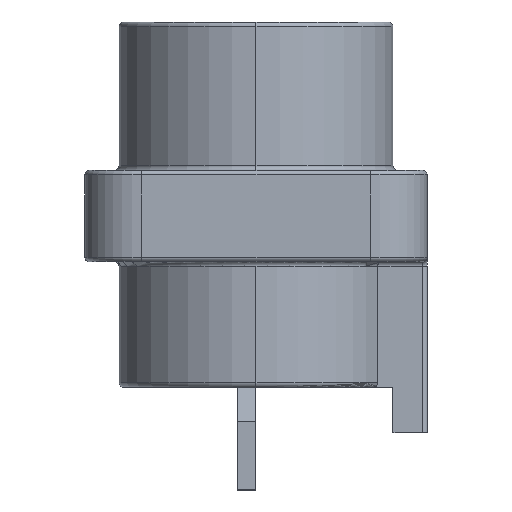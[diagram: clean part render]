
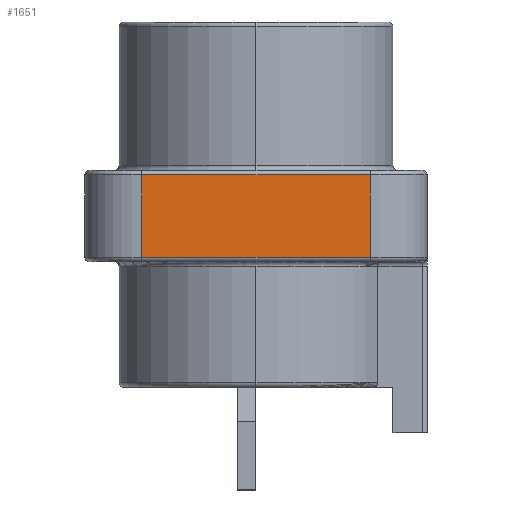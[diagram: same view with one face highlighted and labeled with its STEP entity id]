
A CAD part, left-side view. The second image highlights one B-rep face of the part: STEP entity #1651.
In plain terms, the highlighted planar face has unit normal (-1, 0, 0).
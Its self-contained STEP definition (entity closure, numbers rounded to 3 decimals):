
#344 = CARTESIAN_POINT ( 'NONE',  ( -17.5, 5., -3.8 ) ) ;
#456 = LINE ( 'NONE', #5454, #2610 ) ;
#504 = FACE_OUTER_BOUND ( 'NONE', #3239, .T. ) ;
#520 = CARTESIAN_POINT ( 'NONE',  ( -17.5, -5., -3.8 ) ) ;
#631 = CARTESIAN_POINT ( 'NONE',  ( -17.5, 5., -0.2 ) ) ;
#642 = AXIS2_PLACEMENT_3D ( 'NONE', #4167, #3606, #3035 ) ;
#689 = VERTEX_POINT ( 'NONE', #344 ) ;
#1127 = CARTESIAN_POINT ( 'NONE',  ( -17.5, -5., -0.2 ) ) ;
#1238 = ORIENTED_EDGE ( 'NONE', *, *, #3862, .T. ) ;
#1651 = ADVANCED_FACE ( 'NONE', ( #504 ), #4745, .T. ) ;
#1721 = EDGE_CURVE ( 'NONE', #5350, #2366, #3068, .T. ) ;
#1860 = EDGE_CURVE ( 'NONE', #3505, #5350, #3566, .T. ) ;
#1924 = DIRECTION ( 'NONE',  ( 0., 1., 0. ) ) ;
#2114 = VECTOR ( 'NONE', #2418, 1000. ) ;
#2189 = DIRECTION ( 'NONE',  ( 0., 0., -1. ) ) ;
#2366 = VERTEX_POINT ( 'NONE', #631 ) ;
#2418 = DIRECTION ( 'NONE',  ( 0., 0., 1. ) ) ;
#2442 = ORIENTED_EDGE ( 'NONE', *, *, #3335, .T. ) ;
#2487 = ORIENTED_EDGE ( 'NONE', *, *, #1721, .T. ) ;
#2488 = CARTESIAN_POINT ( 'NONE',  ( -17.5, 5., -0.2 ) ) ;
#2610 = VECTOR ( 'NONE', #4887, 1000. ) ;
#2766 = CARTESIAN_POINT ( 'NONE',  ( -17.5, 5., 0. ) ) ;
#2992 = CARTESIAN_POINT ( 'NONE',  ( -17.5, -5., 0. ) ) ;
#3035 = DIRECTION ( 'NONE',  ( 0., 0., 1. ) ) ;
#3068 = LINE ( 'NONE', #2488, #3801 ) ;
#3239 = EDGE_LOOP ( 'NONE', ( #1238, #2442, #4075, #2487 ) ) ;
#3335 = EDGE_CURVE ( 'NONE', #689, #3505, #456, .T. ) ;
#3340 = LINE ( 'NONE', #2766, #5269 ) ;
#3505 = VERTEX_POINT ( 'NONE', #520 ) ;
#3566 = LINE ( 'NONE', #2992, #2114 ) ;
#3606 = DIRECTION ( 'NONE',  ( -1., 0., 0. ) ) ;
#3801 = VECTOR ( 'NONE', #1924, 1000. ) ;
#3862 = EDGE_CURVE ( 'NONE', #2366, #689, #3340, .T. ) ;
#4075 = ORIENTED_EDGE ( 'NONE', *, *, #1860, .T. ) ;
#4167 = CARTESIAN_POINT ( 'NONE',  ( -17.5, 0.8, 0. ) ) ;
#4745 = PLANE ( 'NONE',  #642 ) ;
#4887 = DIRECTION ( 'NONE',  ( 0., -1., 0. ) ) ;
#5269 = VECTOR ( 'NONE', #2189, 1000. ) ;
#5350 = VERTEX_POINT ( 'NONE', #1127 ) ;
#5454 = CARTESIAN_POINT ( 'NONE',  ( -17.5, -5., -3.8 ) ) ;
